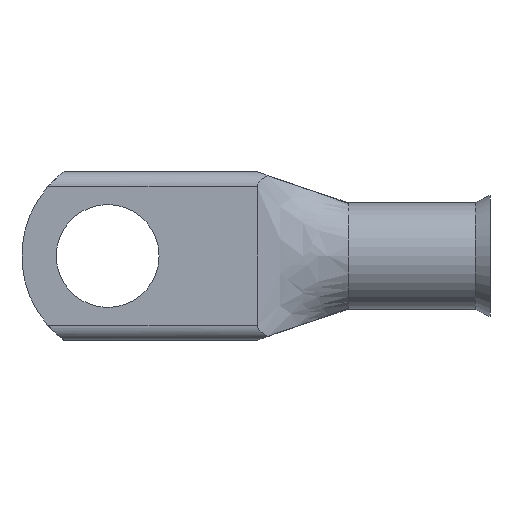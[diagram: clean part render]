
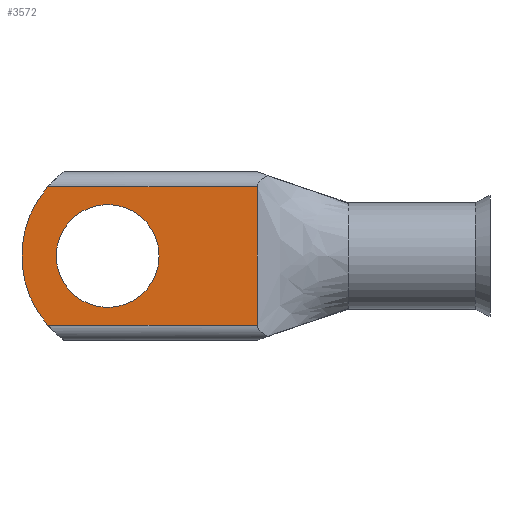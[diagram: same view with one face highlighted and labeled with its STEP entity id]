
A CAD part, front view. The second image highlights one B-rep face of the part: STEP entity #3572.
In plain terms, the highlighted planar face has unit normal (0, -1, 0).
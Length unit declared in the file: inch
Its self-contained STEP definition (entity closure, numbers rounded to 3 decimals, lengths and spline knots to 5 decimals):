
#2 = DIRECTION ( 'NONE',  ( 1., 0., 0. ) ) ;
#126 = CARTESIAN_POINT ( 'NONE',  ( -0.085, -0.04, 0. ) ) ;
#207 = CARTESIAN_POINT ( 'NONE',  ( 0.315, -0.04, -0.185 ) ) ;
#306 = EDGE_LOOP ( 'NONE', ( #1195, #1281, #373, #832 ) ) ;
#336 = EDGE_CURVE ( 'NONE', #3739, #3400, #1321, .T. ) ;
#373 = ORIENTED_EDGE ( 'NONE', *, *, #1722, .T. ) ;
#420 = VERTEX_POINT ( 'NONE', #3442 ) ;
#509 = PLANE ( 'NONE',  #2983 ) ;
#515 = CARTESIAN_POINT ( 'NONE',  ( -0.03496, -0.04, 0. ) ) ;
#568 = CARTESIAN_POINT ( 'NONE',  ( -0.24519, -0.04, 0.185 ) ) ;
#832 = ORIENTED_EDGE ( 'NONE', *, *, #336, .T. ) ;
#891 = VERTEX_POINT ( 'NONE', #207 ) ;
#898 = AXIS2_PLACEMENT_3D ( 'NONE', #3612, #3633, #1860 ) ;
#937 = ORIENTED_EDGE ( 'NONE', *, *, #1861, .F. ) ;
#960 = CARTESIAN_POINT ( 'NONE',  ( 0.315, -0.04, 0.185 ) ) ;
#1062 = LINE ( 'NONE', #3454, #3984 ) ;
#1183 = DIRECTION ( 'NONE',  ( 0., -1., 0. ) ) ;
#1195 = ORIENTED_EDGE ( 'NONE', *, *, #1331, .T. ) ;
#1197 = AXIS2_PLACEMENT_3D ( 'NONE', #515, #3272, #2815 ) ;
#1198 = EDGE_CURVE ( 'NONE', #420, #891, #1062, .T. ) ;
#1281 = ORIENTED_EDGE ( 'NONE', *, *, #1198, .T. ) ;
#1321 = LINE ( 'NONE', #568, #3852 ) ;
#1331 = EDGE_CURVE ( 'NONE', #3400, #420, #2849, .T. ) ;
#1416 = EDGE_LOOP ( 'NONE', ( #937, #3969 ) ) ;
#1521 = DIRECTION ( 'NONE',  ( 0., 0., -1. ) ) ;
#1552 = VERTEX_POINT ( 'NONE', #2596 ) ;
#1625 = CARTESIAN_POINT ( 'NONE',  ( -0.085, -0.04, 0.1375 ) ) ;
#1722 = EDGE_CURVE ( 'NONE', #891, #3739, #4387, .T. ) ;
#1773 = AXIS2_PLACEMENT_3D ( 'NONE', #126, #1183, #1521 ) ;
#1860 = DIRECTION ( 'NONE',  ( 0., 0., -1. ) ) ;
#1861 = EDGE_CURVE ( 'NONE', #2811, #1552, #4134, .T. ) ;
#1961 = EDGE_CURVE ( 'NONE', #1552, #2811, #1985, .T. ) ;
#1985 = CIRCLE ( 'NONE', #1773, 0.1375 ) ;
#2353 = DIRECTION ( 'NONE',  ( -1., 0., 0. ) ) ;
#2579 = FACE_OUTER_BOUND ( 'NONE', #306, .T. ) ;
#2596 = CARTESIAN_POINT ( 'NONE',  ( -0.085, -0.04, -0.1375 ) ) ;
#2599 = DIRECTION ( 'NONE',  ( 0., -1., 0. ) ) ;
#2663 = DIRECTION ( 'NONE',  ( 0., 0., 1. ) ) ;
#2811 = VERTEX_POINT ( 'NONE', #1625 ) ;
#2815 = DIRECTION ( 'NONE',  ( 0., 0., -1. ) ) ;
#2849 = CIRCLE ( 'NONE', #1197, 0.28004 ) ;
#2902 = FACE_BOUND ( 'NONE', #1416, .T. ) ;
#2983 = AXIS2_PLACEMENT_3D ( 'NONE', #3225, #2599, #3894 ) ;
#3020 = CARTESIAN_POINT ( 'NONE',  ( 0.315, -0.04, 0. ) ) ;
#3225 = CARTESIAN_POINT ( 'NONE',  ( -0.03496, -0.04, 0. ) ) ;
#3267 = CARTESIAN_POINT ( 'NONE',  ( -0.24519, -0.04, 0.185 ) ) ;
#3272 = DIRECTION ( 'NONE',  ( 0., -1., 0. ) ) ;
#3400 = VERTEX_POINT ( 'NONE', #3267 ) ;
#3442 = CARTESIAN_POINT ( 'NONE',  ( -0.24519, -0.04, -0.185 ) ) ;
#3454 = CARTESIAN_POINT ( 'NONE',  ( -0.03496, -0.04, -0.185 ) ) ;
#3572 = ADVANCED_FACE ( 'NONE', ( #2902, #2579 ), #509, .T. ) ;
#3612 = CARTESIAN_POINT ( 'NONE',  ( -0.085, -0.04, 0. ) ) ;
#3633 = DIRECTION ( 'NONE',  ( 0., -1., 0. ) ) ;
#3739 = VERTEX_POINT ( 'NONE', #960 ) ;
#3852 = VECTOR ( 'NONE', #2353, 39.37008 ) ;
#3894 = DIRECTION ( 'NONE',  ( 0., 0., -1. ) ) ;
#3969 = ORIENTED_EDGE ( 'NONE', *, *, #1961, .F. ) ;
#3984 = VECTOR ( 'NONE', #2, 39.37008 ) ;
#4134 = CIRCLE ( 'NONE', #898, 0.1375 ) ;
#4339 = VECTOR ( 'NONE', #2663, 39.37008 ) ;
#4387 = LINE ( 'NONE', #3020, #4339 ) ;
